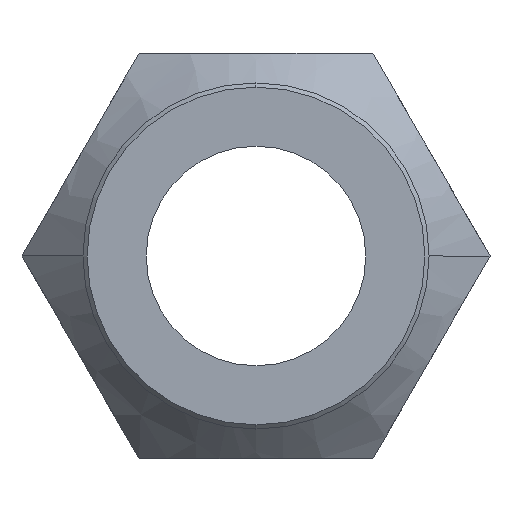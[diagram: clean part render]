
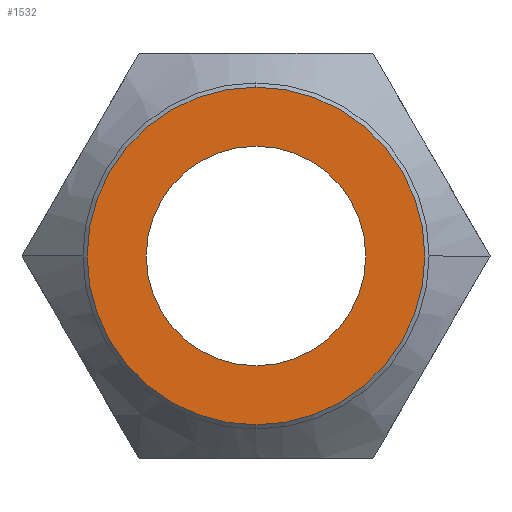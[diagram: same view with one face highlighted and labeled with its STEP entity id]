
A CAD part, front view. The second image highlights one B-rep face of the part: STEP entity #1532.
In plain terms, the highlighted planar face has unit normal (0, -1, 0).
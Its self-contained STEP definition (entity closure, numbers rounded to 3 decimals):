
#12 = CARTESIAN_POINT ( 'NONE',  ( 0., -26.8, -6.5 ) ) ;
#22 = DIRECTION ( 'NONE',  ( 0., -1., 0. ) ) ;
#30 = ORIENTED_EDGE ( 'NONE', *, *, #195, .T. ) ;
#115 = CARTESIAN_POINT ( 'NONE',  ( 0., -26.8, 6.5 ) ) ;
#166 = CIRCLE ( 'NONE', #236, 9.999 ) ;
#195 = EDGE_CURVE ( 'NONE', #1596, #1172, #166, .T. ) ;
#236 = AXIS2_PLACEMENT_3D ( 'NONE', #1042, #383, #1454 ) ;
#261 = VERTEX_POINT ( 'NONE', #12 ) ;
#309 = DIRECTION ( 'NONE',  ( 0., 0., -1. ) ) ;
#346 = ORIENTED_EDGE ( 'NONE', *, *, #700, .T. ) ;
#383 = DIRECTION ( 'NONE',  ( 0., -1., 0. ) ) ;
#433 = DIRECTION ( 'NONE',  ( 0., -1., 0. ) ) ;
#439 = CIRCLE ( 'NONE', #1335, 6.5 ) ;
#493 = DIRECTION ( 'NONE',  ( 0., 1., 0. ) ) ;
#557 = CARTESIAN_POINT ( 'NONE',  ( 0., -26.8, 0. ) ) ;
#560 = CARTESIAN_POINT ( 'NONE',  ( 0., -26.8, 0. ) ) ;
#599 = EDGE_CURVE ( 'NONE', #261, #1264, #439, .T. ) ;
#662 = CIRCLE ( 'NONE', #1489, 9.999 ) ;
#689 = EDGE_CURVE ( 'NONE', #1172, #1596, #662, .T. ) ;
#690 = DIRECTION ( 'NONE',  ( 0., 1., 0. ) ) ;
#700 = EDGE_CURVE ( 'NONE', #1264, #261, #716, .T. ) ;
#716 = CIRCLE ( 'NONE', #1095, 6.5 ) ;
#900 = FACE_OUTER_BOUND ( 'NONE', #1398, .T. ) ;
#1006 = ORIENTED_EDGE ( 'NONE', *, *, #599, .T. ) ;
#1012 = AXIS2_PLACEMENT_3D ( 'NONE', #1051, #22, #1318 ) ;
#1042 = CARTESIAN_POINT ( 'NONE',  ( 0., -26.8, 0. ) ) ;
#1051 = CARTESIAN_POINT ( 'NONE',  ( -10.249, -26.8, 0. ) ) ;
#1095 = AXIS2_PLACEMENT_3D ( 'NONE', #1133, #690, #1298 ) ;
#1133 = CARTESIAN_POINT ( 'NONE',  ( 0., -26.8, 0. ) ) ;
#1142 = EDGE_LOOP ( 'NONE', ( #346, #1006 ) ) ;
#1172 = VERTEX_POINT ( 'NONE', #1180 ) ;
#1180 = CARTESIAN_POINT ( 'NONE',  ( 0., -26.8, 9.999 ) ) ;
#1264 = VERTEX_POINT ( 'NONE', #115 ) ;
#1298 = DIRECTION ( 'NONE',  ( 0., 0., 1. ) ) ;
#1318 = DIRECTION ( 'NONE',  ( 0., 0., -1. ) ) ;
#1335 = AXIS2_PLACEMENT_3D ( 'NONE', #560, #493, #1433 ) ;
#1393 = FACE_BOUND ( 'NONE', #1142, .T. ) ;
#1398 = EDGE_LOOP ( 'NONE', ( #1565, #30 ) ) ;
#1433 = DIRECTION ( 'NONE',  ( 0., 0., 1. ) ) ;
#1454 = DIRECTION ( 'NONE',  ( 0., 0., -1. ) ) ;
#1489 = AXIS2_PLACEMENT_3D ( 'NONE', #557, #433, #309 ) ;
#1532 = ADVANCED_FACE ( 'NONE', ( #1393, #900 ), #1644, .T. ) ;
#1565 = ORIENTED_EDGE ( 'NONE', *, *, #689, .T. ) ;
#1596 = VERTEX_POINT ( 'NONE', #1597 ) ;
#1597 = CARTESIAN_POINT ( 'NONE',  ( 0., -26.8, -9.999 ) ) ;
#1644 = PLANE ( 'NONE',  #1012 ) ;
